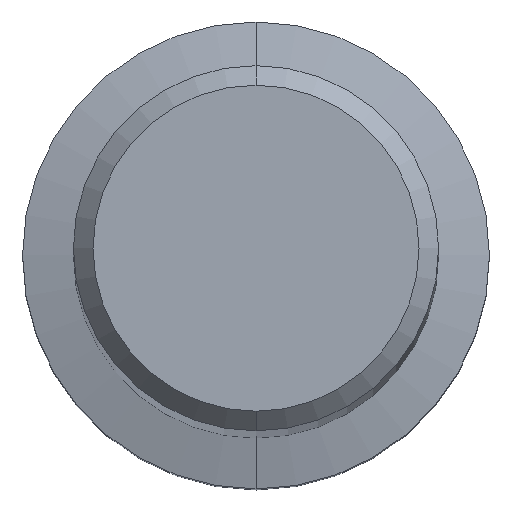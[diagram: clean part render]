
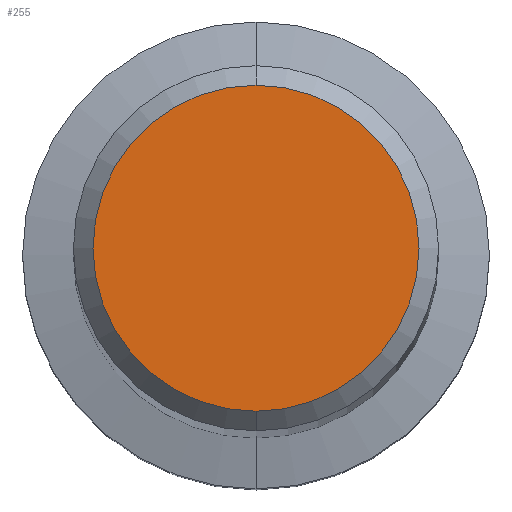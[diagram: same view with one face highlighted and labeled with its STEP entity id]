
A CAD part, top view. The second image highlights one B-rep face of the part: STEP entity #255.
In plain terms, the highlighted planar face has unit normal (0, 0, 1).
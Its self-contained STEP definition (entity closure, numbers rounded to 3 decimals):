
#135=EDGE_CURVE('',#295,#209,#337,.T.);
#137=EDGE_CURVE('',#209,#295,#339,.T.);
#209=VERTEX_POINT('',#420);
#255=ADVANCED_FACE('',(#471),#472,.T.);
#295=VERTEX_POINT('',#517);
#337=CIRCLE('',#558,6.65);
#339=CIRCLE('',#561,6.65);
#420=CARTESIAN_POINT('',(0.0,6.65,0.0));
#471=FACE_OUTER_BOUND('',#729,.T.);
#472=PLANE('',#730);
#517=CARTESIAN_POINT('',(0.,-6.65,0.0));
#558=AXIS2_PLACEMENT_3D('',#820,#821,#822);
#561=AXIS2_PLACEMENT_3D('',#823,#824,#825);
#729=EDGE_LOOP('',(#998,#999));
#730=AXIS2_PLACEMENT_3D('',#1000,#1001,#1002);
#820=CARTESIAN_POINT('',(0.0,0.0,0.0));
#821=DIRECTION('',(0.0,0.0,-1.0));
#822=DIRECTION('',(0.0,1.0,0.0));
#823=CARTESIAN_POINT('',(0.0,0.0,0.0));
#824=DIRECTION('',(0.0,0.0,-1.0));
#825=DIRECTION('',(0.0,1.0,0.0));
#998=ORIENTED_EDGE('',*,*,#137,.F.);
#999=ORIENTED_EDGE('',*,*,#135,.F.);
#1000=CARTESIAN_POINT('',(0.0,3.325,0.0));
#1001=DIRECTION('',(-0.0,0.0,1.0));
#1002=DIRECTION('',(0.0,-1.0,0.0));
